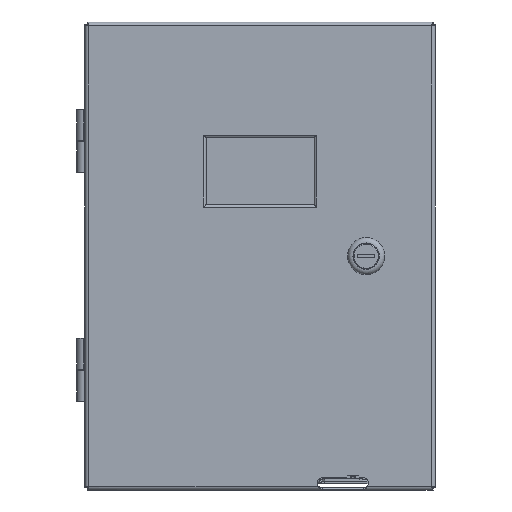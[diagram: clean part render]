
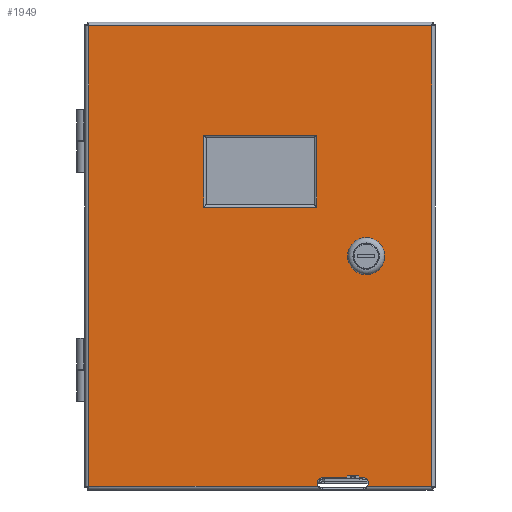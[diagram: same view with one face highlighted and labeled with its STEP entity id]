
A CAD part, front view. The second image highlights one B-rep face of the part: STEP entity #1949.
In plain terms, the highlighted planar face has unit normal (0, -1, 0).
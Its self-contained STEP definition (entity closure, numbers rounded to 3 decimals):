
#1949 = ADVANCED_FACE( '', ( #4267, #4268, #4269 ), #4270, .T. );
#4267 = FACE_OUTER_BOUND( '', #19639, .T. );
#4268 = FACE_BOUND( '', #19640, .T. );
#4269 = FACE_BOUND( '', #19641, .T. );
#4270 = PLANE( '', #19642 );
#19639 = EDGE_LOOP( '', ( #39582, #39583, #39584, #39585, #39586, #39587, #39588, #39589 ) );
#19640 = EDGE_LOOP( '', ( #39590, #39591, #39592, #39593 ) );
#19641 = EDGE_LOOP( '', ( #39594, #39595, #39596, #39597 ) );
#19642 = AXIS2_PLACEMENT_3D( '', #39598, #39599, #39600 );
#39582 = ORIENTED_EDGE( '', *, *, #44232, .F. );
#39583 = ORIENTED_EDGE( '', *, *, #44919, .F. );
#39584 = ORIENTED_EDGE( '', *, *, #45423, .F. );
#39585 = ORIENTED_EDGE( '', *, *, #45424, .T. );
#39586 = ORIENTED_EDGE( '', *, *, #43988, .T. );
#39587 = ORIENTED_EDGE( '', *, *, #44007, .F. );
#39588 = ORIENTED_EDGE( '', *, *, #45425, .T. );
#39589 = ORIENTED_EDGE( '', *, *, #45426, .T. );
#39590 = ORIENTED_EDGE( '', *, *, #44931, .T. );
#39591 = ORIENTED_EDGE( '', *, *, #43792, .T. );
#39592 = ORIENTED_EDGE( '', *, *, #45427, .T. );
#39593 = ORIENTED_EDGE( '', *, *, #43808, .T. );
#39594 = ORIENTED_EDGE( '', *, *, #45428, .F. );
#39595 = ORIENTED_EDGE( '', *, *, #45429, .F. );
#39596 = ORIENTED_EDGE( '', *, *, #45430, .F. );
#39597 = ORIENTED_EDGE( '', *, *, #45431, .F. );
#39598 = CARTESIAN_POINT( '', ( 0., 0., 0. ) );
#39599 = DIRECTION( '', ( 0., -1., 0. ) );
#39600 = DIRECTION( '', ( 0., 0., -1. ) );
#43792 = EDGE_CURVE( '', #46664, #46662, #46665, .F. );
#43808 = EDGE_CURVE( '', #46692, #46689, #46693, .F. );
#43988 = EDGE_CURVE( '', #47017, #47022, #47024, .T. );
#44007 = EDGE_CURVE( '', #47056, #47022, #47058, .T. );
#44232 = EDGE_CURVE( '', #47439, #47440, #47441, .T. );
#44919 = EDGE_CURVE( '', #48555, #47439, #48557, .T. );
#44931 = EDGE_CURVE( '', #46689, #46664, #48573, .F. );
#45423 = EDGE_CURVE( '', #49305, #48555, #49306, .T. );
#45424 = EDGE_CURVE( '', #49305, #47017, #49307, .T. );
#45425 = EDGE_CURVE( '', #47056, #49308, #49309, .T. );
#45426 = EDGE_CURVE( '', #49308, #47440, #49310, .T. );
#45427 = EDGE_CURVE( '', #46662, #46692, #49311, .F. );
#45428 = EDGE_CURVE( '', #49312, #49313, #49314, .T. );
#45429 = EDGE_CURVE( '', #49315, #49312, #49316, .T. );
#45430 = EDGE_CURVE( '', #49317, #49315, #49318, .T. );
#45431 = EDGE_CURVE( '', #49313, #49317, #49319, .T. );
#46662 = VERTEX_POINT( '', #50913 );
#46664 = VERTEX_POINT( '', #50915 );
#46665 = LINE( '', #50916, #50917 );
#46689 = VERTEX_POINT( '', #50944 );
#46692 = VERTEX_POINT( '', #50947 );
#46693 = LINE( '', #50948, #50949 );
#47017 = VERTEX_POINT( '', #51576 );
#47022 = VERTEX_POINT( '', #51591 );
#47024 = LINE( '', #51602, #51603 );
#47056 = VERTEX_POINT( '', #51701 );
#47058 = LINE( '', #51712, #51713 );
#47439 = VERTEX_POINT( '', #52747 );
#47440 = VERTEX_POINT( '', #52748 );
#47441 = CIRCLE( '', #52749, 3.175 );
#48555 = VERTEX_POINT( '', #55118 );
#48557 = LINE( '', #55121, #55122 );
#48573 = LINE( '', #55153, #55154 );
#49305 = VERTEX_POINT( '', #56556 );
#49306 = CIRCLE( '', #56557, 3.175 );
#49307 = LINE( '', #56558, #56559 );
#49308 = VERTEX_POINT( '', #56560 );
#49309 = LINE( '', #56561, #56562 );
#49310 = LINE( '', #56563, #56564 );
#49311 = LINE( '', #56565, #56566 );
#49312 = VERTEX_POINT( '', #56567 );
#49313 = VERTEX_POINT( '', #56568 );
#49314 = CIRCLE( '', #56569, 9.716 );
#49315 = VERTEX_POINT( '', #56570 );
#49316 = LINE( '', #56571, #56572 );
#49317 = VERTEX_POINT( '', #56573 );
#49318 = CIRCLE( '', #56574, 9.716 );
#49319 = LINE( '', #56575, #56576 );
#50913 = CARTESIAN_POINT( '', ( 34.925, 0., 74.689 ) );
#50915 = CARTESIAN_POINT( '', ( -34.925, 0., 74.689 ) );
#50916 = CARTESIAN_POINT( '', ( 33.401, 0., 74.689 ) );
#50917 = VECTOR( '', #59309, 1000. );
#50944 = CARTESIAN_POINT( '', ( -34.925, 0., 30.239 ) );
#50947 = CARTESIAN_POINT( '', ( 34.925, 0., 30.239 ) );
#50948 = CARTESIAN_POINT( '', ( -33.401, 0., 30.239 ) );
#50949 = VECTOR( '', #59337, 1000. );
#51576 = CARTESIAN_POINT( '', ( 105.943, 0., -142.126 ) );
#51591 = CARTESIAN_POINT( '', ( 105.943, 0., 142.126 ) );
#51602 = CARTESIAN_POINT( '', ( 105.943, 0., 142.126 ) );
#51603 = VECTOR( '', #59537, 1000. );
#51701 = CARTESIAN_POINT( '', ( -105.943, 0., 142.126 ) );
#51712 = CARTESIAN_POINT( '', ( -105.943, 0., 142.126 ) );
#51713 = VECTOR( '', #59551, 1000. );
#52747 = CARTESIAN_POINT( '', ( 38.431, 0., -136.919 ) );
#52748 = CARTESIAN_POINT( '', ( 35.991, 0., -142.126 ) );
#52749 = AXIS2_PLACEMENT_3D( '', #59747, #59748, #59749 );
#55118 = CARTESIAN_POINT( '', ( 63.831, 0., -136.919 ) );
#55121 = CARTESIAN_POINT( '', ( 0., 0., -136.919 ) );
#55122 = VECTOR( '', #60465, 1000. );
#55153 = CARTESIAN_POINT( '', ( -34.925, 0., 73.165 ) );
#55154 = VECTOR( '', #60473, 1000. );
#56556 = CARTESIAN_POINT( '', ( 66.271, 0., -142.126 ) );
#56557 = AXIS2_PLACEMENT_3D( '', #60993, #60994, #60995 );
#56558 = CARTESIAN_POINT( '', ( 108.28, 0., -142.126 ) );
#56559 = VECTOR( '', #60996, 1000. );
#56560 = CARTESIAN_POINT( '', ( -105.943, 0., -142.126 ) );
#56561 = CARTESIAN_POINT( '', ( -105.943, 0., -144.463 ) );
#56562 = VECTOR( '', #60997, 1000. );
#56563 = CARTESIAN_POINT( '', ( 108.28, 0., -142.126 ) );
#56564 = VECTOR( '', #60998, 1000. );
#56565 = CARTESIAN_POINT( '', ( 34.925, 0., 31.763 ) );
#56566 = VECTOR( '', #60999, 1000. );
#56567 = CARTESIAN_POINT( '', ( 73.558, 0., 5.322 ) );
#56568 = CARTESIAN_POINT( '', ( 57.302, 0., 5.322 ) );
#56569 = AXIS2_PLACEMENT_3D( '', #61000, #61001, #61002 );
#56570 = CARTESIAN_POINT( '', ( 73.558, 0., -5.322 ) );
#56571 = CARTESIAN_POINT( '', ( 73.558, 0., 5.322 ) );
#56572 = VECTOR( '', #61003, 1000. );
#56573 = CARTESIAN_POINT( '', ( 57.302, 0., -5.322 ) );
#56574 = AXIS2_PLACEMENT_3D( '', #61004, #61005, #61006 );
#56575 = CARTESIAN_POINT( '', ( 57.302, 0., 5.322 ) );
#56576 = VECTOR( '', #61007, 1000. );
#59309 = DIRECTION( '', ( -1., 0., 0. ) );
#59337 = DIRECTION( '', ( 1., 0., 0. ) );
#59537 = DIRECTION( '', ( 0., 0., 1. ) );
#59551 = DIRECTION( '', ( 1., 0., 0. ) );
#59747 = CARTESIAN_POINT( '', ( 38.431, 0., -140.094 ) );
#59748 = DIRECTION( '', ( 0., -1., 0. ) );
#59749 = DIRECTION( '', ( 0., 0., -1. ) );
#60465 = DIRECTION( '', ( -1., 0., 0. ) );
#60473 = DIRECTION( '', ( 0., 0., -1. ) );
#60993 = CARTESIAN_POINT( '', ( 63.831, 0., -140.094 ) );
#60994 = DIRECTION( '', ( 0., -1., 0. ) );
#60995 = DIRECTION( '', ( 0., 0., -1. ) );
#60996 = DIRECTION( '', ( 1., 0., 0. ) );
#60997 = DIRECTION( '', ( 0., 0., -1. ) );
#60998 = DIRECTION( '', ( 1., 0., 0. ) );
#60999 = DIRECTION( '', ( 0., 0., 1. ) );
#61000 = CARTESIAN_POINT( '', ( 65.43, 0., 0. ) );
#61001 = DIRECTION( '', ( 0., -1., 0. ) );
#61002 = DIRECTION( '', ( 1., 0., 0. ) );
#61003 = DIRECTION( '', ( 0., 0., 1. ) );
#61004 = CARTESIAN_POINT( '', ( 65.43, 0., 0. ) );
#61005 = DIRECTION( '', ( 0., -1., 0. ) );
#61006 = DIRECTION( '', ( 1., 0., 0. ) );
#61007 = DIRECTION( '', ( 0., 0., -1. ) );
